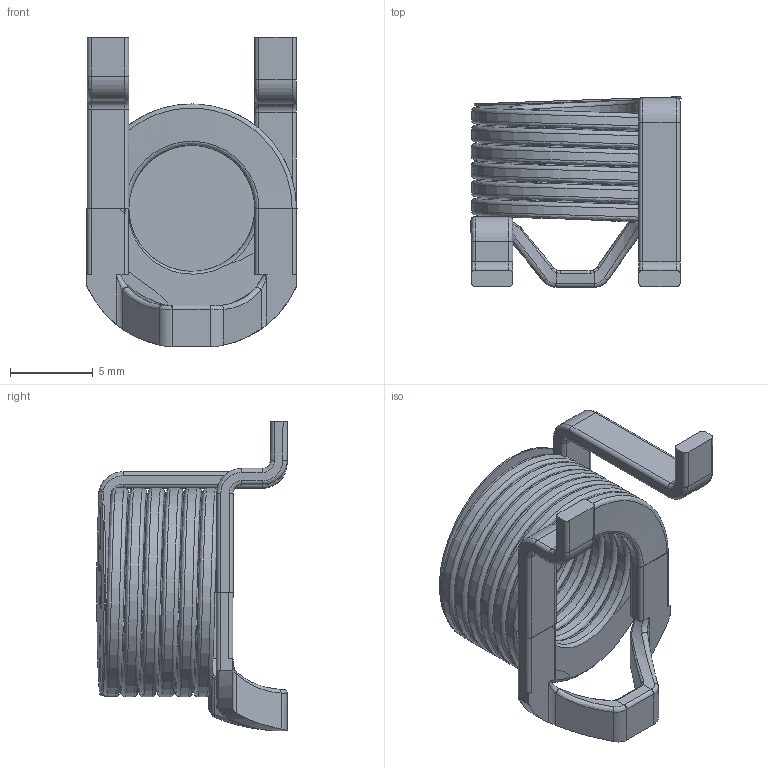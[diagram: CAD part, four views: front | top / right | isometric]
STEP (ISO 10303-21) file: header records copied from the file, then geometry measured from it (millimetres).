
FILE_DESCRIPTION (( 'STEP AP214' ), '1' );
FILE_NAME ('Coilcraft-2014VS-251.STEP', '2020-06-10T13:47:39', ( '' ), ( '' ), 'SwSTEP 2.0', 'SolidWorks 2019', '' );
FILE_SCHEMA (( 'AUTOMOTIVE_DESIGN' ));
Length unit declared in the file: millimetre
Products named in the file (1): Coilcraft-2014VS-251
Bounding box: 12.67 x 11.48 x 18.66 mm (x, y, z)
Volume: 613.7 mm3; surface area: 1847.4 mm2
Topology: 1 solids, 1 shells, 256 faces, 653 edges, 400 vertices
Faces by surface type: bspline 126, plane 80, cylinder 50
Entity records: 16413 total; most frequent: CARTESIAN_POINT 10301, ORIENTED_EDGE 1306, EDGE_CURVE 653, DIRECTION 643, VERTEX_POINT 400, B_SPLINE_CURVE_WITH_KNOTS 304, EDGE_LOOP 261, FACE_OUTER_BOUND 256
